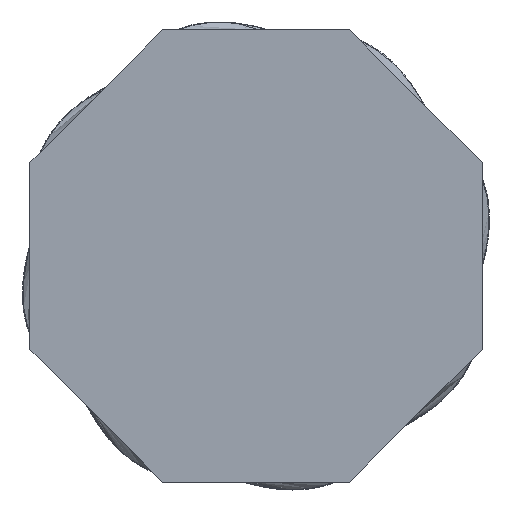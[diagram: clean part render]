
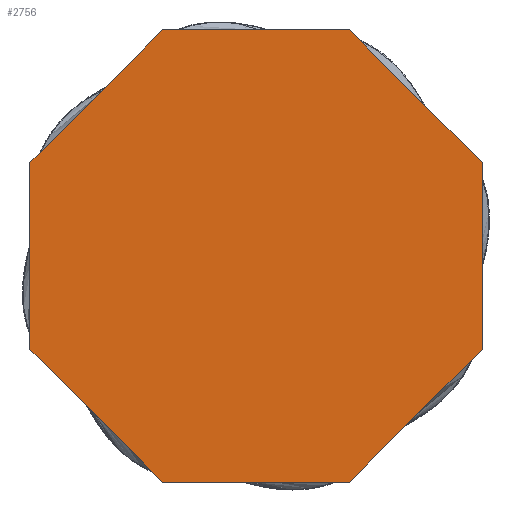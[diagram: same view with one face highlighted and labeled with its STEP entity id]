
A CAD part, front view. The second image highlights one B-rep face of the part: STEP entity #2756.
In plain terms, the highlighted planar face has unit normal (0, -1, 0).
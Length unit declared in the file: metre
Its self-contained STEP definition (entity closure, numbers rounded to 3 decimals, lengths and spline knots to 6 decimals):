
#636=ORIENTED_EDGE('',*,*,#1354,.T.);
#637=ORIENTED_EDGE('',*,*,#1355,.T.);
#638=ORIENTED_EDGE('',*,*,#1356,.T.);
#639=ORIENTED_EDGE('',*,*,#1357,.T.);
#640=ORIENTED_EDGE('',*,*,#1358,.T.);
#641=ORIENTED_EDGE('',*,*,#1359,.T.);
#642=ORIENTED_EDGE('',*,*,#1360,.T.);
#643=ORIENTED_EDGE('',*,*,#1361,.T.);
#1354=EDGE_CURVE('',#1713,#1714,#1927,.T.);
#1355=EDGE_CURVE('',#1714,#1715,#1928,.T.);
#1356=EDGE_CURVE('',#1715,#1716,#1929,.T.);
#1357=EDGE_CURVE('',#1716,#1717,#1930,.T.);
#1358=EDGE_CURVE('',#1717,#1718,#1931,.T.);
#1359=EDGE_CURVE('',#1718,#1719,#1932,.T.);
#1360=EDGE_CURVE('',#1719,#1720,#1933,.T.);
#1361=EDGE_CURVE('',#1720,#1713,#1934,.T.);
#1713=VERTEX_POINT('',#4243);
#1714=VERTEX_POINT('',#4244);
#1715=VERTEX_POINT('',#4246);
#1716=VERTEX_POINT('',#4248);
#1717=VERTEX_POINT('',#4250);
#1718=VERTEX_POINT('',#4252);
#1719=VERTEX_POINT('',#4254);
#1720=VERTEX_POINT('',#4256);
#1927=LINE('',#4242,#2156);
#1928=LINE('',#4245,#2157);
#1929=LINE('',#4247,#2158);
#1930=LINE('',#4249,#2159);
#1931=LINE('',#4251,#2160);
#1932=LINE('',#4253,#2161);
#1933=LINE('',#4255,#2162);
#1934=LINE('',#4257,#2163);
#2156=VECTOR('',#3455,1.);
#2157=VECTOR('',#3456,1.);
#2158=VECTOR('',#3457,1.);
#2159=VECTOR('',#3458,1.);
#2160=VECTOR('',#3459,1.);
#2161=VECTOR('',#3460,1.);
#2162=VECTOR('',#3461,1.);
#2163=VECTOR('',#3462,1.);
#2385=EDGE_LOOP('',(#636,#637,#638,#639,#640,#641,#642,#643));
#2550=FACE_BOUND('',#2385,.T.);
#2715=PLANE('',#3172);
#2756=ADVANCED_FACE('',(#2550),#2715,.T.);
#3172=AXIS2_PLACEMENT_3D('',#4241,#3453,#3454);
#3453=DIRECTION('',(0.,-1.,0.));
#3454=DIRECTION('',(-1.,0.,0.));
#3455=DIRECTION('',(-0.707,0.,-0.707));
#3456=DIRECTION('',(0.,0.,-1.));
#3457=DIRECTION('',(0.707,0.,-0.707));
#3458=DIRECTION('',(1.,0.,0.));
#3459=DIRECTION('',(0.707,0.,0.707));
#3460=DIRECTION('',(0.,0.,1.));
#3461=DIRECTION('',(-0.707,0.,0.707));
#3462=DIRECTION('',(-1.,0.,0.));
#4241=CARTESIAN_POINT('',(0.,-0.027,0.));
#4242=CARTESIAN_POINT('',(-0.065,-0.027,0.156924));
#4243=CARTESIAN_POINT('',(-0.065,-0.027,0.156924));
#4244=CARTESIAN_POINT('',(-0.156924,-0.027,0.065));
#4245=CARTESIAN_POINT('',(-0.156924,-0.027,0.065));
#4246=CARTESIAN_POINT('',(-0.156924,-0.027,-0.065));
#4247=CARTESIAN_POINT('',(-0.156924,-0.027,-0.065));
#4248=CARTESIAN_POINT('',(-0.065,-0.027,-0.156924));
#4249=CARTESIAN_POINT('',(-0.065,-0.027,-0.156924));
#4250=CARTESIAN_POINT('',(0.065,-0.027,-0.156924));
#4251=CARTESIAN_POINT('',(0.065,-0.027,-0.156924));
#4252=CARTESIAN_POINT('',(0.156924,-0.027,-0.065));
#4253=CARTESIAN_POINT('',(0.156924,-0.027,-0.065));
#4254=CARTESIAN_POINT('',(0.156924,-0.027,0.065));
#4255=CARTESIAN_POINT('',(0.156924,-0.027,0.065));
#4256=CARTESIAN_POINT('',(0.065,-0.027,0.156924));
#4257=CARTESIAN_POINT('',(0.065,-0.027,0.156924));
